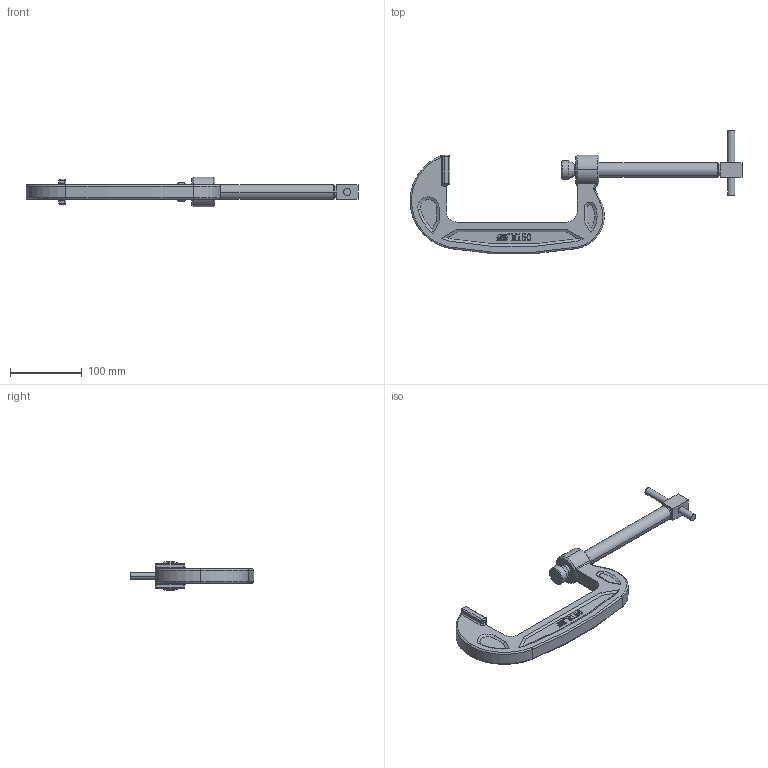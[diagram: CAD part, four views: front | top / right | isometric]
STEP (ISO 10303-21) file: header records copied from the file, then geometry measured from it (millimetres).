
FILE_DESCRIPTION (( 'STEP AP203' ), '1' );
FILE_NAME ('M150 .STEP', '2023-12-06T02:44:38', ( '微软用户' ), ( '微软中国' ), 'SwSTEP 2.0', 'SolidWorks 2012', '' );
FILE_SCHEMA (( 'CONFIG_CONTROL_DESIGN' ));
Length unit declared in the file: millimetre
Products named in the file (3): M150 ; 挴裝; 菁釱
Assembly tree (2 placements, depth 2):
  M150 
    菁釱
    挴裝
Bounding box: 461.19 x 171.16 x 41.5 mm (x, y, z)
Volume: 417868.9 mm3; surface area: 75138.5 mm2
Topology: 2 solids, 2 shells, 450 faces, 1174 edges, 751 vertices
Faces by surface type: plane 202, bspline 104, cylinder 79, cone 40, torus 17, sphere 8
Entity records: 17787 total; most frequent: CARTESIAN_POINT 7065, ORIENTED_EDGE 2328, DIRECTION 1872, EDGE_CURVE 1164, VERTEX_POINT 751, LINE 692, VECTOR 692, AXIS2_PLACEMENT_3D 590
